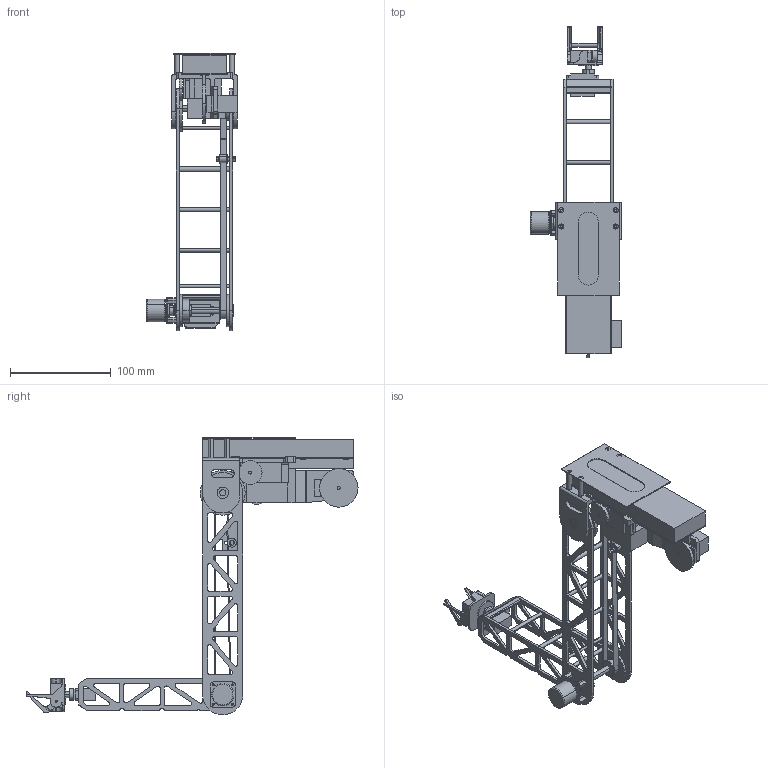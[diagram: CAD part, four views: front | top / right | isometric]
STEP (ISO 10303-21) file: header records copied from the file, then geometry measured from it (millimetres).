
FILE_DESCRIPTION(('CATIA V5 STEP Exchange'),'2;1');
FILE_NAME('Manipulador.stp','2012-01-09T12:54:10+00:00',('none'),('none'),'CATIA Version 5 Release 20 SP 1 (IN-10)','CATIA V5 STEP AP203','none');
FILE_SCHEMA(('CONFIG_CONTROL_DESIGN'));
Length unit declared in the file: millimetre
Products named in the file (1): Manipulador
Assembly tree (41 placements, depth 2):
  Manipulador
    #58
    #5315
    #10595  x3
    #10869
    #11444
    #11552
    #16010
    #16118
    #17150
    #17650
    #18004
    #18447
    #18876
    #19045
    #19214
    #19709
    #20204
    #20487
    #20925
    #21557
    #21863
    #22982
    #23222
    #23505
    #23816
    #24199
    #24368
    #24674
    #25872
    #26047
    #26618
    #27189
    #27364
    #27533
    #28028
    #28197
    #29229
    #31464
    #31639
Bounding box: 90.67 x 329.01 x 275 mm (x, y, z)
Volume: 353168.3 mm3; surface area: 180201.4 mm2
Topology: 58 solids, 58 shells, 1098 faces, 2829 edges, 1872 vertices
Faces by surface type: plane 534, cylinder 532, cone 20, torus 10, bspline 2
Entity records: 32616 total; most frequent: CARTESIAN_POINT 6029, ORIENTED_EDGE 5586, DIRECTION 4562, EDGE_CURVE 2793, AXIS2_PLACEMENT_3D 1959, VERTEX_POINT 1848, VECTOR 1693, LINE 1693
